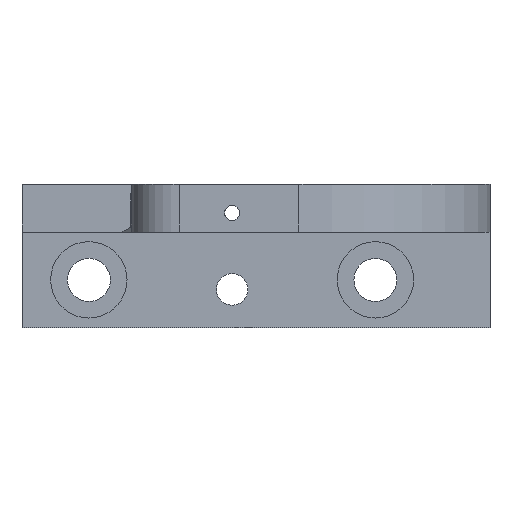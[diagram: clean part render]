
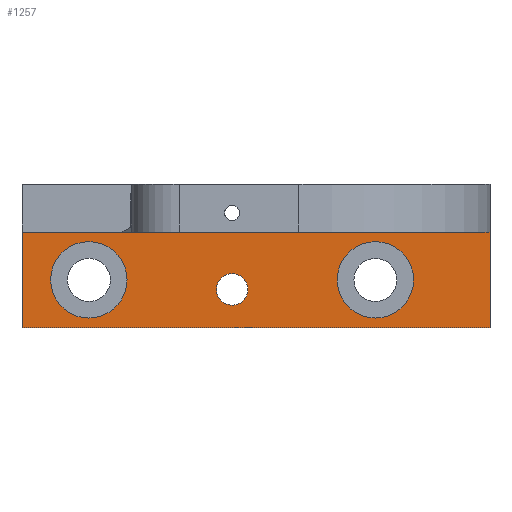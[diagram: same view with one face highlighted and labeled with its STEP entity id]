
A CAD part, front view. The second image highlights one B-rep face of the part: STEP entity #1257.
In plain terms, the highlighted planar face has unit normal (0, -1, 0).
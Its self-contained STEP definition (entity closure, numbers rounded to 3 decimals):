
#59 = CARTESIAN_POINT ( 'NONE',  ( 27., 21.5, 0. ) ) ;
#60 = EDGE_CURVE ( 'NONE', #539, #941, #173, .T. ) ;
#116 = AXIS2_PLACEMENT_3D ( 'NONE', #288, #2025, #732 ) ;
#146 = CIRCLE ( 'NONE', #1814, 1.65 ) ;
#169 = AXIS2_PLACEMENT_3D ( 'NONE', #261, #1256, #1727 ) ;
#170 = CARTESIAN_POINT ( 'NONE',  ( 15., 21.5, -5. ) ) ;
#173 = LINE ( 'NONE', #777, #1839 ) ;
#252 = CARTESIAN_POINT ( 'NONE',  ( -15., 21.5, -5. ) ) ;
#257 = CARTESIAN_POINT ( 'NONE',  ( 0., 21.5, -6. ) ) ;
#259 = EDGE_CURVE ( 'NONE', #1617, #1444, #1476, .T. ) ;
#261 = CARTESIAN_POINT ( 'NONE',  ( 15., 21.5, -5. ) ) ;
#269 = CIRCLE ( 'NONE', #740, 4. ) ;
#273 = LINE ( 'NONE', #487, #800 ) ;
#288 = CARTESIAN_POINT ( 'NONE',  ( -22., 21.5, -10. ) ) ;
#311 = ORIENTED_EDGE ( 'NONE', *, *, #444, .F. ) ;
#315 = CARTESIAN_POINT ( 'NONE',  ( 0., 21.5, -7.65 ) ) ;
#398 = ORIENTED_EDGE ( 'NONE', *, *, #673, .F. ) ;
#404 = DIRECTION ( 'NONE',  ( 0., 0., -1. ) ) ;
#417 = AXIS2_PLACEMENT_3D ( 'NONE', #252, #2018, #1988 ) ;
#423 = DIRECTION ( 'NONE',  ( 0., -1., 0. ) ) ;
#438 = DIRECTION ( 'NONE',  ( 0., -1., 0. ) ) ;
#444 = EDGE_CURVE ( 'NONE', #1252, #999, #269, .T. ) ;
#464 = CARTESIAN_POINT ( 'NONE',  ( -22., 21.5, -10. ) ) ;
#487 = CARTESIAN_POINT ( 'NONE',  ( -22., 21.5, -10. ) ) ;
#536 = CARTESIAN_POINT ( 'NONE',  ( 15., 21.5, -1. ) ) ;
#539 = VERTEX_POINT ( 'NONE', #464 ) ;
#557 = LINE ( 'NONE', #1202, #750 ) ;
#564 = DIRECTION ( 'NONE',  ( 0., -1., 0. ) ) ;
#566 = ORIENTED_EDGE ( 'NONE', *, *, #1910, .F. ) ;
#569 = CARTESIAN_POINT ( 'NONE',  ( 0., 21.5, -6. ) ) ;
#576 = EDGE_CURVE ( 'NONE', #1444, #539, #273, .T. ) ;
#594 = CARTESIAN_POINT ( 'NONE',  ( 27., 21.5, 0. ) ) ;
#647 = CIRCLE ( 'NONE', #1013, 4. ) ;
#673 = EDGE_CURVE ( 'NONE', #691, #1177, #647, .T. ) ;
#686 = DIRECTION ( 'NONE',  ( 0., 0., -1. ) ) ;
#691 = VERTEX_POINT ( 'NONE', #536 ) ;
#698 = CARTESIAN_POINT ( 'NONE',  ( 27., 21.5, -10. ) ) ;
#732 = DIRECTION ( 'NONE',  ( -1., 0., 0. ) ) ;
#740 = AXIS2_PLACEMENT_3D ( 'NONE', #1521, #564, #404 ) ;
#750 = VECTOR ( 'NONE', #1852, 1000. ) ;
#753 = FACE_BOUND ( 'NONE', #2055, .T. ) ;
#777 = CARTESIAN_POINT ( 'NONE',  ( -22., 21.5, -10. ) ) ;
#785 = EDGE_CURVE ( 'NONE', #1962, #1811, #146, .T. ) ;
#800 = VECTOR ( 'NONE', #1888, 1000. ) ;
#805 = EDGE_CURVE ( 'NONE', #999, #1252, #1982, .T. ) ;
#845 = DIRECTION ( 'NONE',  ( 0., -1., 0. ) ) ;
#855 = DIRECTION ( 'NONE',  ( 0., 0., -1. ) ) ;
#927 = EDGE_LOOP ( 'NONE', ( #1270, #311 ) ) ;
#941 = VERTEX_POINT ( 'NONE', #1746 ) ;
#973 = DIRECTION ( 'NONE',  ( 0., 0., -1. ) ) ;
#999 = VERTEX_POINT ( 'NONE', #1586 ) ;
#1013 = AXIS2_PLACEMENT_3D ( 'NONE', #170, #845, #973 ) ;
#1059 = CARTESIAN_POINT ( 'NONE',  ( -15., 21.5, -1. ) ) ;
#1068 = ORIENTED_EDGE ( 'NONE', *, *, #1279, .F. ) ;
#1081 = DIRECTION ( 'NONE',  ( 0., 0., -1. ) ) ;
#1089 = FACE_BOUND ( 'NONE', #1262, .T. ) ;
#1107 = DIRECTION ( 'NONE',  ( 0., 0., 1. ) ) ;
#1111 = ORIENTED_EDGE ( 'NONE', *, *, #785, .F. ) ;
#1150 = CARTESIAN_POINT ( 'NONE',  ( 15., 21.5, -9. ) ) ;
#1177 = VERTEX_POINT ( 'NONE', #1150 ) ;
#1202 = CARTESIAN_POINT ( 'NONE',  ( -22., 21.5, 0. ) ) ;
#1204 = EDGE_CURVE ( 'NONE', #1617, #941, #557, .T. ) ;
#1232 = FACE_BOUND ( 'NONE', #927, .T. ) ;
#1249 = CIRCLE ( 'NONE', #169, 4. ) ;
#1252 = VERTEX_POINT ( 'NONE', #1059 ) ;
#1256 = DIRECTION ( 'NONE',  ( 0., -1., 0. ) ) ;
#1257 = ADVANCED_FACE ( 'NONE', ( #753, #1232, #1089, #1524 ), #1391, .F. ) ;
#1262 = EDGE_LOOP ( 'NONE', ( #566, #398 ) ) ;
#1270 = ORIENTED_EDGE ( 'NONE', *, *, #805, .F. ) ;
#1279 = EDGE_CURVE ( 'NONE', #1811, #1962, #1400, .T. ) ;
#1292 = ORIENTED_EDGE ( 'NONE', *, *, #576, .F. ) ;
#1391 = PLANE ( 'NONE',  #116 ) ;
#1400 = CIRCLE ( 'NONE', #1595, 1.65 ) ;
#1444 = VERTEX_POINT ( 'NONE', #698 ) ;
#1476 = LINE ( 'NONE', #59, #1590 ) ;
#1516 = ORIENTED_EDGE ( 'NONE', *, *, #60, .F. ) ;
#1521 = CARTESIAN_POINT ( 'NONE',  ( -15., 21.5, -5. ) ) ;
#1524 = FACE_OUTER_BOUND ( 'NONE', #2012, .T. ) ;
#1586 = CARTESIAN_POINT ( 'NONE',  ( -15., 21.5, -9. ) ) ;
#1590 = VECTOR ( 'NONE', #686, 1000. ) ;
#1595 = AXIS2_PLACEMENT_3D ( 'NONE', #257, #438, #1081 ) ;
#1617 = VERTEX_POINT ( 'NONE', #594 ) ;
#1654 = CARTESIAN_POINT ( 'NONE',  ( 0., 21.5, -4.35 ) ) ;
#1727 = DIRECTION ( 'NONE',  ( 0., 0., -1. ) ) ;
#1746 = CARTESIAN_POINT ( 'NONE',  ( -22., 21.5, 0. ) ) ;
#1804 = ORIENTED_EDGE ( 'NONE', *, *, #1204, .T. ) ;
#1811 = VERTEX_POINT ( 'NONE', #1654 ) ;
#1814 = AXIS2_PLACEMENT_3D ( 'NONE', #569, #423, #855 ) ;
#1839 = VECTOR ( 'NONE', #1107, 1000. ) ;
#1852 = DIRECTION ( 'NONE',  ( -1., 0., 0. ) ) ;
#1888 = DIRECTION ( 'NONE',  ( -1., 0., 0. ) ) ;
#1910 = EDGE_CURVE ( 'NONE', #1177, #691, #1249, .T. ) ;
#1954 = ORIENTED_EDGE ( 'NONE', *, *, #259, .F. ) ;
#1962 = VERTEX_POINT ( 'NONE', #315 ) ;
#1982 = CIRCLE ( 'NONE', #417, 4. ) ;
#1988 = DIRECTION ( 'NONE',  ( 0., 0., -1. ) ) ;
#2012 = EDGE_LOOP ( 'NONE', ( #1804, #1516, #1292, #1954 ) ) ;
#2018 = DIRECTION ( 'NONE',  ( 0., -1., 0. ) ) ;
#2025 = DIRECTION ( 'NONE',  ( 0., 1., 0. ) ) ;
#2055 = EDGE_LOOP ( 'NONE', ( #1111, #1068 ) ) ;
